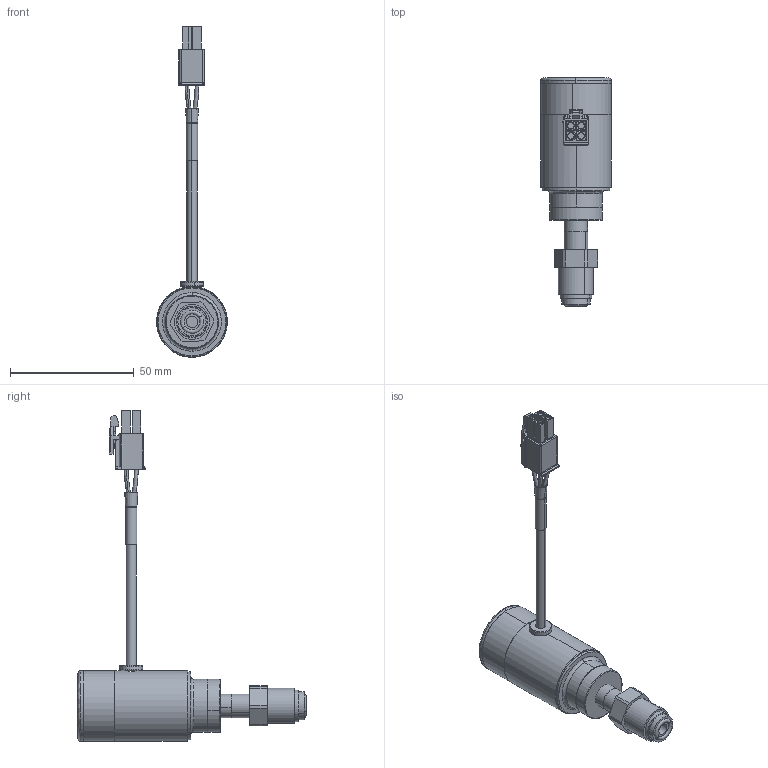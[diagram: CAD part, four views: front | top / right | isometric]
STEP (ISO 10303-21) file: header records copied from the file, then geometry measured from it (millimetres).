
FILE_DESCRIPTION (( 'STEP AP203' ), '1' );
FILE_NAME ('GIDxxxxWSML.STEP', '2017-10-31T13:18:06', ( 'mrutkowski' ), ( 'Hewlett-Packard Company' ), 'SwSTEP 2.0', 'SolidWorks 2017', '' );
FILE_SCHEMA (( 'CONFIG_CONTROL_DESIGN' ));
Length unit declared in the file: inch
Products named in the file (1): GIDxxxxWSML
Bounding box: 28.57 x 92.21 x 133.56 mm (x, y, z)
Surface area: 15512.3 mm2 (no closed solid volume)
Topology: 0 solids, 39 shells, 405 faces, 1867 edges, 1479 vertices
Faces by surface type: plane 264, cylinder 86, bspline 29, cone 20, torus 4, sphere 2
Entity records: 20988 total; most frequent: CARTESIAN_POINT 6954, ORIENTED_EDGE 2606, DIRECTION 2459, EDGE_CURVE 1865, VERTEX_POINT 1479, VECTOR 1317, LINE 1317, AXIS2_PLACEMENT_3D 571
